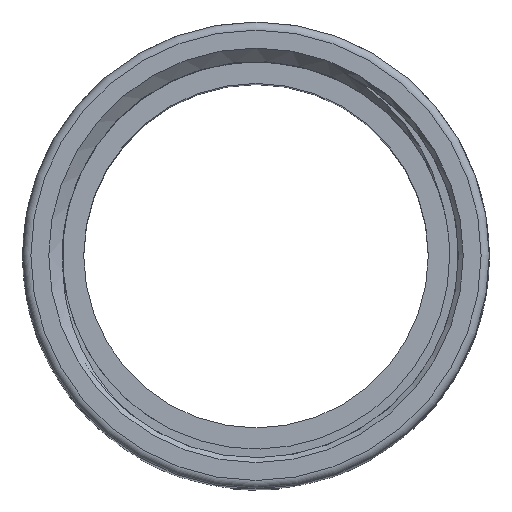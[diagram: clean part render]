
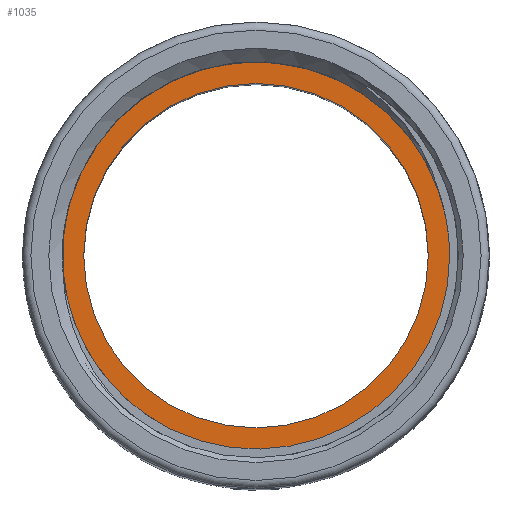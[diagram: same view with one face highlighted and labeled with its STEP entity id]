
A CAD part, top view. The second image highlights one B-rep face of the part: STEP entity #1035.
In plain terms, the highlighted planar face has unit normal (0, 0, 1).
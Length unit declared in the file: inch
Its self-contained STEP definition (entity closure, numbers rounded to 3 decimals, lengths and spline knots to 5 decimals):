
#31=PLANE($,#1147);
#75=FACE_BOUND($,#176,.T.);
#106=FACE_OUTER_BOUND($,#175,.T.);
#175=EDGE_LOOP($,(#847,#848,#849,#850));
#176=EDGE_LOOP($,(#851));
#297=LINE($,#2663,#329);
#298=LINE($,#2665,#330);
#329=VECTOR($,#1361,0.016);
#330=VECTOR($,#1362,0.016);
#361=CIRCLE($,#1112,0.357);
#363=CIRCLE($,#1115,0.3175);
#379=CIRCLE($,#1148,0.373);
#480=VERTEX_POINT($,#2115);
#481=VERTEX_POINT($,#2125);
#489=VERTEX_POINT($,#2216);
#502=VERTEX_POINT($,#2662);
#503=VERTEX_POINT($,#2664);
#601=EDGE_CURVE($,#481,#480,#361,.T.);
#610=EDGE_CURVE($,#489,#489,#363,.T.);
#646=EDGE_CURVE($,#502,#481,#297,.T.);
#647=EDGE_CURVE($,#480,#503,#298,.T.);
#648=EDGE_CURVE($,#503,#502,#379,.T.);
#847=ORIENTED_EDGE($,*,*,#646,.T.);
#848=ORIENTED_EDGE($,*,*,#601,.T.);
#849=ORIENTED_EDGE($,*,*,#647,.T.);
#850=ORIENTED_EDGE($,*,*,#648,.T.);
#851=ORIENTED_EDGE($,*,*,#610,.F.);
#1035=ADVANCED_FACE($,(#106,#75),#31,.F.);
#1112=AXIS2_PLACEMENT_3D($,#2126,#1289,#1290);
#1115=AXIS2_PLACEMENT_3D($,#2217,#1295,#1296);
#1147=AXIS2_PLACEMENT_3D($,#2661,#1359,#1360);
#1148=AXIS2_PLACEMENT_3D($,#2666,#1363,#1364);
#1289=DIRECTION('center_axis',(0.,0.,1.));
#1290=DIRECTION('ref_axis',(1.,0.,0.));
#1295=DIRECTION('center_axis',(0.,0.,1.));
#1296=DIRECTION('ref_axis',(1.,0.,0.));
#1359=DIRECTION('center_axis',(0.,0.,-1.));
#1360=DIRECTION('ref_axis',(-1.,0.,0.));
#1361=DIRECTION($,(-0.249,-0.969,0.));
#1362=DIRECTION($,(-0.459,-0.889,0.));
#1363=DIRECTION('center_axis',(0.,0.,1.));
#1364=DIRECTION('ref_axis',(0.,1.,0.));
#2115=CARTESIAN_POINT('',(-0.16381,-0.3172,0.4325));
#2125=CARTESIAN_POINT('',(0.08882,0.34577,0.4325));
#2126=CARTESIAN_POINT('Origin',(0.,0.,0.4325));
#2216=CARTESIAN_POINT('',(0.3175,0.,0.4325));
#2217=CARTESIAN_POINT('Origin',(0.,0.,0.4325));
#2661=CARTESIAN_POINT('Origin',(0.,0.357,0.4325));
#2662=CARTESIAN_POINT('',(0.0928,0.36127,0.4325));
#2663=CARTESIAN_POINT($,(0.0928,0.36127,0.4325));
#2664=CARTESIAN_POINT('',(-0.17116,-0.33141,0.4325));
#2665=CARTESIAN_POINT($,(-0.16381,-0.3172,0.4325));
#2666=CARTESIAN_POINT('Origin',(0.,0.,
0.4325));
